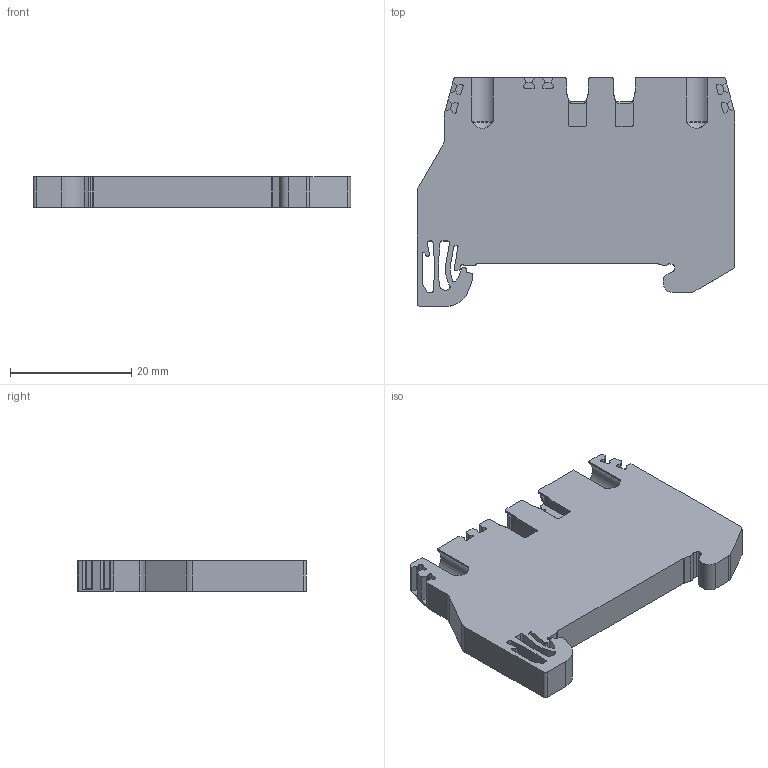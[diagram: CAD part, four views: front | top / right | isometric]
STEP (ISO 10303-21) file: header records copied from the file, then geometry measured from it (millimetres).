
FILE_DESCRIPTION(/* description */ (''),/* implementation_level */ '2;1');
FILE_NAME(/* name */ '3276_FRKI25_4_iso.stp',/* time_stamp */ '2011-08-01T12:13:47+02:00',/* author */ (''),/* organization */ (''),/* preprocessor_version */ 'ST-DEVELOPER v11',/* originating_system */ 'SIEMENS UGS NX 6.0',/* authorisation */ '');
FILE_SCHEMA (('CONFIG_CONTROL_DESIGN'));
Length unit declared in the file: millimetre
Products named in the file (1): 3276_FRKI25_4_iso
Bounding box: 52.5 x 37.8 x 5.1 mm (x, y, z)
Volume: 7315.1 mm3; surface area: 5025.7 mm2
Topology: 1 solids, 1 shells, 398 faces, 1160 edges, 762 vertices
Faces by surface type: plane 221, cylinder 145, bspline 22, cone 8, torus 2
Entity records: 16589 total; most frequent: CARTESIAN_POINT 5958, ORIENTED_EDGE 2320, DIRECTION 2118, EDGE_CURVE 1160, VERTEX_POINT 762, LINE 760, VECTOR 760, AXIS2_PLACEMENT_3D 679
